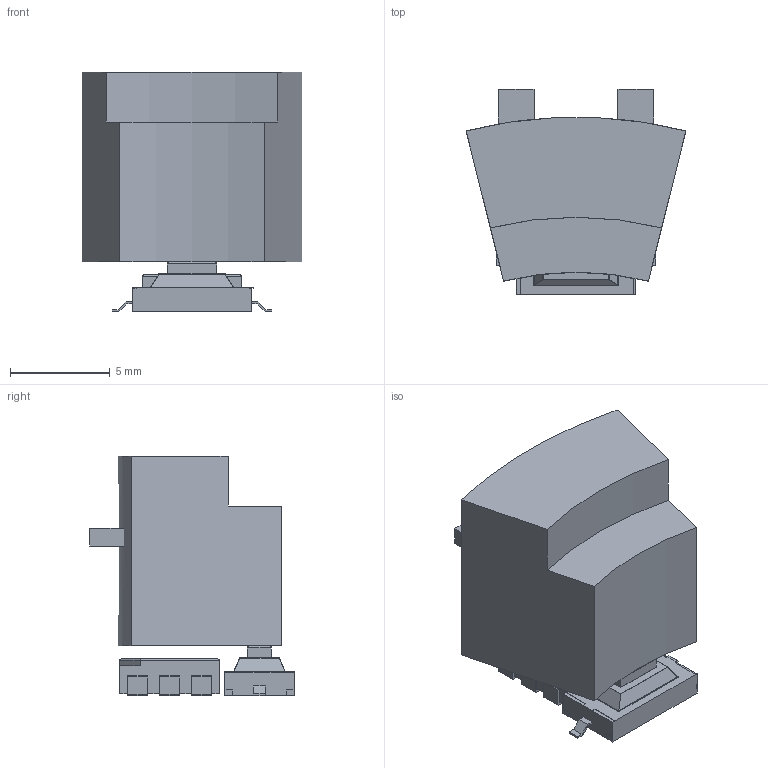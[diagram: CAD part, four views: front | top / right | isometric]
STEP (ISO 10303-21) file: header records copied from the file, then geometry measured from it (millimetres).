
FILE_DESCRIPTION(('FreeCAD Model'),'2;1');
FILE_NAME('LED_switch_circ_ohneFrame.step','2019-12-12T21:35:39',('Author'),(''), 'Open CASCADE STEP processor 7.3','FreeCAD','Unknown');
FILE_SCHEMA(('AUTOMOTIVE_DESIGN { 1 0 10303 214 1 1 1 1 }'));
Length unit declared in the file: millimetre
Products named in the file (3): Stößel; SW_SPST_CK_RS282G05A3; LED_WS2812_PLCC6_50x50mm_P16mm
Bounding box: 11 x 10.25 x 12 mm (x, y, z)
Volume: 312.2 mm3; surface area: 881.4 mm2
Topology: 3 solids, 3 shells, 228 faces, 625 edges, 412 vertices
Faces by surface type: plane 184, cylinder 43, cone 1
Full cylindrical faces by diameter (mm): 3.333 x1
Entity records: 17408 total; most frequent: CARTESIAN_POINT 3318, DIRECTION 2356, LINE 1695, VECTOR 1695, ORIENTED_EDGE 1250, PCURVE 1250, DEFINITIONAL_REPRESENTATION 1250, EDGE_CURVE 625
